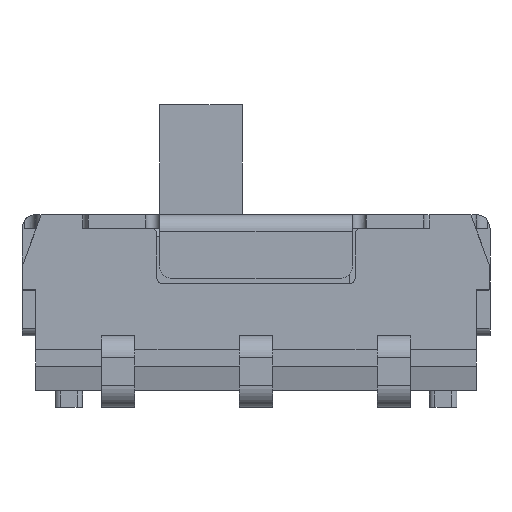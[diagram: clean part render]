
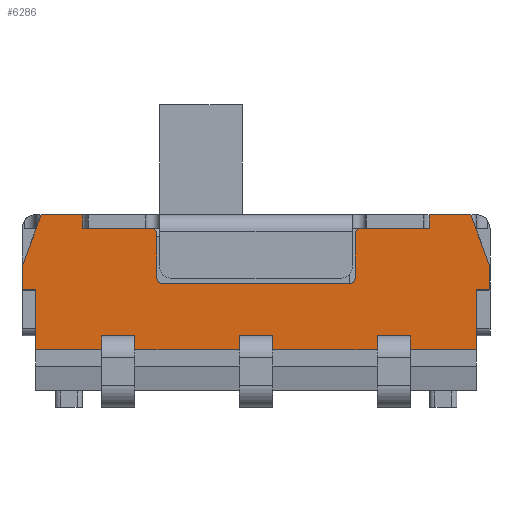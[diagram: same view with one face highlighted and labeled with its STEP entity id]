
A CAD part, front view. The second image highlights one B-rep face of the part: STEP entity #6286.
In plain terms, the highlighted planar face has unit normal (0, -1, 0).
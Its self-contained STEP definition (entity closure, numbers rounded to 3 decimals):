
#127=CIRCLE('',#6641,0.1);
#128=CIRCLE('',#6642,0.1);
#129=CIRCLE('',#6643,0.1);
#130=CIRCLE('',#6644,0.1);
#478=FACE_OUTER_BOUND('',#805,.T.);
#805=EDGE_LOOP('',(#4189,#4190,#4191,#4192,#4193,#4194,#4195,#4196,#4197,
#4198,#4199,#4200,#4201,#4202,#4203,#4204,#4205,#4206,#4207,#4208,#4209,
#4210,#4211,#4212,#4213,#4214,#4215,#4216,#4217,#4218,#4219,#4220,#4221,
#4222));
#1142=LINE('',#8976,#1880);
#1154=LINE('',#9004,#1892);
#1160=LINE('',#9016,#1898);
#1161=LINE('',#9018,#1899);
#1162=LINE('',#9020,#1900);
#1163=LINE('',#9022,#1901);
#1164=LINE('',#9024,#1902);
#1165=LINE('',#9026,#1903);
#1166=LINE('',#9028,#1904);
#1167=LINE('',#9030,#1905);
#1168=LINE('',#9032,#1906);
#1169=LINE('',#9034,#1907);
#1170=LINE('',#9036,#1908);
#1171=LINE('',#9038,#1909);
#1172=LINE('',#9040,#1910);
#1173=LINE('',#9042,#1911);
#1174=LINE('',#9044,#1912);
#1175=LINE('',#9046,#1913);
#1176=LINE('',#9048,#1914);
#1177=LINE('',#9050,#1915);
#1178=LINE('',#9052,#1916);
#1179=LINE('',#9054,#1917);
#1180=LINE('',#9056,#1918);
#1181=LINE('',#9058,#1919);
#1182=LINE('',#9062,#1920);
#1183=LINE('',#9066,#1921);
#1184=LINE('',#9070,#1922);
#1185=LINE('',#9074,#1923);
#1186=LINE('',#9076,#1924);
#1187=LINE('',#9077,#1925);
#1880=VECTOR('',#7174,10.);
#1892=VECTOR('',#7194,1000.);
#1898=VECTOR('',#7202,1000.);
#1899=VECTOR('',#7203,1000.);
#1900=VECTOR('',#7204,1000.);
#1901=VECTOR('',#7205,1000.);
#1902=VECTOR('',#7206,1000.);
#1903=VECTOR('',#7207,1000.);
#1904=VECTOR('',#7208,1000.);
#1905=VECTOR('',#7209,1000.);
#1906=VECTOR('',#7210,1000.);
#1907=VECTOR('',#7211,1000.);
#1908=VECTOR('',#7212,1000.);
#1909=VECTOR('',#7213,1000.);
#1910=VECTOR('',#7214,1000.);
#1911=VECTOR('',#7215,1000.);
#1912=VECTOR('',#7216,1000.);
#1913=VECTOR('',#7217,1000.);
#1914=VECTOR('',#7218,1000.);
#1915=VECTOR('',#7219,10.);
#1916=VECTOR('',#7220,1000.);
#1917=VECTOR('',#7221,1000.);
#1918=VECTOR('',#7222,1000.);
#1919=VECTOR('',#7223,1000.);
#1920=VECTOR('',#7226,1000.);
#1921=VECTOR('',#7229,1000.);
#1922=VECTOR('',#7232,1000.);
#1923=VECTOR('',#7235,1000.);
#1924=VECTOR('',#7236,1000.);
#1925=VECTOR('',#7237,1000.);
#2615=VERTEX_POINT('',#8968);
#2618=VERTEX_POINT('',#8974);
#2630=VERTEX_POINT('',#9003);
#2635=VERTEX_POINT('',#9015);
#2636=VERTEX_POINT('',#9017);
#2637=VERTEX_POINT('',#9019);
#2638=VERTEX_POINT('',#9021);
#2639=VERTEX_POINT('',#9023);
#2640=VERTEX_POINT('',#9025);
#2641=VERTEX_POINT('',#9027);
#2642=VERTEX_POINT('',#9029);
#2643=VERTEX_POINT('',#9031);
#2644=VERTEX_POINT('',#9033);
#2645=VERTEX_POINT('',#9035);
#2646=VERTEX_POINT('',#9037);
#2647=VERTEX_POINT('',#9039);
#2648=VERTEX_POINT('',#9041);
#2649=VERTEX_POINT('',#9043);
#2650=VERTEX_POINT('',#9045);
#2651=VERTEX_POINT('',#9047);
#2652=VERTEX_POINT('',#9049);
#2653=VERTEX_POINT('',#9051);
#2654=VERTEX_POINT('',#9053);
#2655=VERTEX_POINT('',#9055);
#2656=VERTEX_POINT('',#9057);
#2657=VERTEX_POINT('',#9059);
#2658=VERTEX_POINT('',#9061);
#2659=VERTEX_POINT('',#9063);
#2660=VERTEX_POINT('',#9065);
#2661=VERTEX_POINT('',#9067);
#2662=VERTEX_POINT('',#9069);
#2663=VERTEX_POINT('',#9071);
#2664=VERTEX_POINT('',#9073);
#2665=VERTEX_POINT('',#9075);
#3226=EDGE_CURVE('',#2615,#2618,#1142,.T.);
#3239=EDGE_CURVE('',#2615,#2630,#1154,.T.);
#3245=EDGE_CURVE('',#2635,#2618,#1160,.T.);
#3246=EDGE_CURVE('',#2636,#2635,#1161,.T.);
#3247=EDGE_CURVE('',#2637,#2636,#1162,.T.);
#3248=EDGE_CURVE('',#2638,#2637,#1163,.T.);
#3249=EDGE_CURVE('',#2639,#2638,#1164,.T.);
#3250=EDGE_CURVE('',#2640,#2639,#1165,.T.);
#3251=EDGE_CURVE('',#2641,#2640,#1166,.T.);
#3252=EDGE_CURVE('',#2642,#2641,#1167,.T.);
#3253=EDGE_CURVE('',#2643,#2642,#1168,.T.);
#3254=EDGE_CURVE('',#2644,#2643,#1169,.T.);
#3255=EDGE_CURVE('',#2645,#2644,#1170,.T.);
#3256=EDGE_CURVE('',#2646,#2645,#1171,.T.);
#3257=EDGE_CURVE('',#2647,#2646,#1172,.T.);
#3258=EDGE_CURVE('',#2648,#2647,#1173,.T.);
#3259=EDGE_CURVE('',#2649,#2648,#1174,.T.);
#3260=EDGE_CURVE('',#2650,#2649,#1175,.T.);
#3261=EDGE_CURVE('',#2651,#2650,#1176,.T.);
#3262=EDGE_CURVE('',#2651,#2652,#1177,.T.);
#3263=EDGE_CURVE('',#2653,#2652,#1178,.T.);
#3264=EDGE_CURVE('',#2653,#2654,#1179,.T.);
#3265=EDGE_CURVE('',#2655,#2654,#1180,.T.);
#3266=EDGE_CURVE('',#2656,#2655,#1181,.T.);
#3267=EDGE_CURVE('',#2656,#2657,#127,.F.);
#3268=EDGE_CURVE('',#2658,#2657,#1182,.T.);
#3269=EDGE_CURVE('',#2659,#2658,#128,.F.);
#3270=EDGE_CURVE('',#2660,#2659,#1183,.T.);
#3271=EDGE_CURVE('',#2661,#2660,#129,.F.);
#3272=EDGE_CURVE('',#2662,#2661,#1184,.T.);
#3273=EDGE_CURVE('',#2662,#2663,#130,.F.);
#3274=EDGE_CURVE('',#2664,#2663,#1185,.T.);
#3275=EDGE_CURVE('',#2665,#2664,#1186,.T.);
#3276=EDGE_CURVE('',#2665,#2630,#1187,.T.);
#4189=ORIENTED_EDGE('',*,*,#3226,.T.);
#4190=ORIENTED_EDGE('',*,*,#3245,.F.);
#4191=ORIENTED_EDGE('',*,*,#3246,.F.);
#4192=ORIENTED_EDGE('',*,*,#3247,.F.);
#4193=ORIENTED_EDGE('',*,*,#3248,.F.);
#4194=ORIENTED_EDGE('',*,*,#3249,.F.);
#4195=ORIENTED_EDGE('',*,*,#3250,.F.);
#4196=ORIENTED_EDGE('',*,*,#3251,.F.);
#4197=ORIENTED_EDGE('',*,*,#3252,.F.);
#4198=ORIENTED_EDGE('',*,*,#3253,.F.);
#4199=ORIENTED_EDGE('',*,*,#3254,.F.);
#4200=ORIENTED_EDGE('',*,*,#3255,.F.);
#4201=ORIENTED_EDGE('',*,*,#3256,.F.);
#4202=ORIENTED_EDGE('',*,*,#3257,.F.);
#4203=ORIENTED_EDGE('',*,*,#3258,.F.);
#4204=ORIENTED_EDGE('',*,*,#3259,.F.);
#4205=ORIENTED_EDGE('',*,*,#3260,.F.);
#4206=ORIENTED_EDGE('',*,*,#3261,.F.);
#4207=ORIENTED_EDGE('',*,*,#3262,.T.);
#4208=ORIENTED_EDGE('',*,*,#3263,.F.);
#4209=ORIENTED_EDGE('',*,*,#3264,.T.);
#4210=ORIENTED_EDGE('',*,*,#3265,.F.);
#4211=ORIENTED_EDGE('',*,*,#3266,.F.);
#4212=ORIENTED_EDGE('',*,*,#3267,.T.);
#4213=ORIENTED_EDGE('',*,*,#3268,.F.);
#4214=ORIENTED_EDGE('',*,*,#3269,.F.);
#4215=ORIENTED_EDGE('',*,*,#3270,.F.);
#4216=ORIENTED_EDGE('',*,*,#3271,.F.);
#4217=ORIENTED_EDGE('',*,*,#3272,.F.);
#4218=ORIENTED_EDGE('',*,*,#3273,.T.);
#4219=ORIENTED_EDGE('',*,*,#3274,.F.);
#4220=ORIENTED_EDGE('',*,*,#3275,.F.);
#4221=ORIENTED_EDGE('',*,*,#3276,.T.);
#4222=ORIENTED_EDGE('',*,*,#3239,.F.);
#6049=PLANE('',#6640);
#6286=ADVANCED_FACE('',(#478),#6049,.F.);
#6640=AXIS2_PLACEMENT_3D('',#9014,#7200,#7201);
#6641=AXIS2_PLACEMENT_3D('',#9060,#7224,#7225);
#6642=AXIS2_PLACEMENT_3D('',#9064,#7227,#7228);
#6643=AXIS2_PLACEMENT_3D('',#9068,#7230,#7231);
#6644=AXIS2_PLACEMENT_3D('',#9072,#7233,#7234);
#7174=DIRECTION('',(0.,0.,-1.));
#7194=DIRECTION('',(0.346,0.,0.938));
#7200=DIRECTION('center_axis',(0.,1.,0.));
#7201=DIRECTION('ref_axis',(-1.,0.,0.));
#7202=DIRECTION('',(-1.,0.,0.));
#7203=DIRECTION('',(0.,0.,1.));
#7204=DIRECTION('',(-1.,0.,0.));
#7205=DIRECTION('',(0.,0.,-1.));
#7206=DIRECTION('',(-1.,0.,0.));
#7207=DIRECTION('',(0.,0.,1.));
#7208=DIRECTION('',(-1.,0.,0.));
#7209=DIRECTION('',(0.,0.,-1.));
#7210=DIRECTION('',(-1.,0.,0.));
#7211=DIRECTION('',(0.,0.,1.));
#7212=DIRECTION('',(-1.,0.,0.));
#7213=DIRECTION('',(0.,0.,-1.));
#7214=DIRECTION('',(-1.,0.,0.));
#7215=DIRECTION('',(0.,0.,1.));
#7216=DIRECTION('',(-1.,0.,0.));
#7217=DIRECTION('',(0.,0.,-1.));
#7218=DIRECTION('',(-1.,0.,0.));
#7219=DIRECTION('',(0.,0.,1.));
#7220=DIRECTION('',(0.346,0.,-0.938));
#7221=DIRECTION('',(-1.,0.,0.));
#7222=DIRECTION('',(0.,0.,1.));
#7223=DIRECTION('',(1.,0.,0.));
#7224=DIRECTION('center_axis',(0.,1.,0.));
#7225=DIRECTION('ref_axis',(-1.,0.,0.));
#7226=DIRECTION('',(0.,0.,1.));
#7227=DIRECTION('center_axis',(0.,1.,0.));
#7228=DIRECTION('ref_axis',(-1.,0.,0.));
#7229=DIRECTION('',(1.,0.,0.));
#7230=DIRECTION('center_axis',(0.,1.,0.));
#7231=DIRECTION('ref_axis',(-1.,0.,0.));
#7232=DIRECTION('',(0.,0.,-1.));
#7233=DIRECTION('center_axis',(0.,1.,0.));
#7234=DIRECTION('ref_axis',(-1.,0.,0.));
#7235=DIRECTION('',(1.,0.,0.));
#7236=DIRECTION('',(0.,0.,-1.));
#7237=DIRECTION('',(-1.,0.,0.));
#8968=CARTESIAN_POINT('',(-4.24,-1.75,2.577));
#8974=CARTESIAN_POINT('',(-4.24,-1.75,2.15));
#8976=CARTESIAN_POINT('',(-4.24,-1.75,2.888));
#9003=CARTESIAN_POINT('',(-3.9,-1.75,3.5));
#9004=CARTESIAN_POINT('',(-2.926,-1.75,6.144));
#9014=CARTESIAN_POINT('Origin',(4.25,-1.75,3.5));
#9015=CARTESIAN_POINT('',(-4.,-1.75,2.15));
#9016=CARTESIAN_POINT('',(4.25,-1.75,2.15));
#9017=CARTESIAN_POINT('',(-4.,-1.75,1.05));
#9018=CARTESIAN_POINT('',(-4.,-1.75,3.5));
#9019=CARTESIAN_POINT('',(-2.8,-1.75,1.05));
#9020=CARTESIAN_POINT('',(4.25,-1.75,1.05));
#9021=CARTESIAN_POINT('',(-2.8,-1.75,1.3));
#9022=CARTESIAN_POINT('',(-2.8,-1.75,3.5));
#9023=CARTESIAN_POINT('',(-2.2,-1.75,1.3));
#9024=CARTESIAN_POINT('',(4.25,-1.75,1.3));
#9025=CARTESIAN_POINT('',(-2.2,-1.75,1.05));
#9026=CARTESIAN_POINT('',(-2.2,-1.75,3.5));
#9027=CARTESIAN_POINT('',(-0.3,-1.75,1.05));
#9028=CARTESIAN_POINT('',(4.25,-1.75,1.05));
#9029=CARTESIAN_POINT('',(-0.3,-1.75,1.3));
#9030=CARTESIAN_POINT('',(-0.3,-1.75,3.5));
#9031=CARTESIAN_POINT('',(0.3,-1.75,1.3));
#9032=CARTESIAN_POINT('',(4.25,-1.75,1.3));
#9033=CARTESIAN_POINT('',(0.3,-1.75,1.05));
#9034=CARTESIAN_POINT('',(0.3,-1.75,3.5));
#9035=CARTESIAN_POINT('',(2.2,-1.75,1.05));
#9036=CARTESIAN_POINT('',(4.25,-1.75,1.05));
#9037=CARTESIAN_POINT('',(2.2,-1.75,1.3));
#9038=CARTESIAN_POINT('',(2.2,-1.75,3.5));
#9039=CARTESIAN_POINT('',(2.8,-1.75,1.3));
#9040=CARTESIAN_POINT('',(4.25,-1.75,1.3));
#9041=CARTESIAN_POINT('',(2.8,-1.75,1.05));
#9042=CARTESIAN_POINT('',(2.8,-1.75,3.5));
#9043=CARTESIAN_POINT('',(4.,-1.75,1.05));
#9044=CARTESIAN_POINT('',(4.25,-1.75,1.05));
#9045=CARTESIAN_POINT('',(4.,-1.75,2.15));
#9046=CARTESIAN_POINT('',(4.,-1.75,3.5));
#9047=CARTESIAN_POINT('',(4.24,-1.75,2.15));
#9048=CARTESIAN_POINT('',(4.25,-1.75,2.15));
#9049=CARTESIAN_POINT('',(4.24,-1.75,2.577));
#9050=CARTESIAN_POINT('',(4.24,-1.75,2.888));
#9051=CARTESIAN_POINT('',(3.9,-1.75,3.5));
#9052=CARTESIAN_POINT('',(3.942,-1.75,3.386));
#9053=CARTESIAN_POINT('',(3.15,-1.75,3.5));
#9054=CARTESIAN_POINT('',(4.25,-1.75,3.5));
#9055=CARTESIAN_POINT('',(3.15,-1.75,3.25));
#9056=CARTESIAN_POINT('',(3.15,-1.75,3.5));
#9057=CARTESIAN_POINT('',(1.9,-1.75,3.25));
#9058=CARTESIAN_POINT('',(4.25,-1.75,3.25));
#9059=CARTESIAN_POINT('',(1.8,-1.75,3.15));
#9060=CARTESIAN_POINT('Origin',(1.9,-1.75,3.15));
#9061=CARTESIAN_POINT('',(1.8,-1.75,2.35));
#9062=CARTESIAN_POINT('',(1.8,-1.75,3.5));
#9063=CARTESIAN_POINT('',(1.7,-1.75,2.25));
#9064=CARTESIAN_POINT('Origin',(1.7,-1.75,2.35));
#9065=CARTESIAN_POINT('',(-1.7,-1.75,2.25));
#9066=CARTESIAN_POINT('',(4.25,-1.75,2.25));
#9067=CARTESIAN_POINT('',(-1.8,-1.75,2.35));
#9068=CARTESIAN_POINT('Origin',(-1.7,-1.75,2.35));
#9069=CARTESIAN_POINT('',(-1.8,-1.75,3.15));
#9070=CARTESIAN_POINT('',(-1.8,-1.75,3.5));
#9071=CARTESIAN_POINT('',(-1.9,-1.75,3.25));
#9072=CARTESIAN_POINT('Origin',(-1.9,-1.75,3.15));
#9073=CARTESIAN_POINT('',(-3.15,-1.75,3.25));
#9074=CARTESIAN_POINT('',(4.25,-1.75,3.25));
#9075=CARTESIAN_POINT('',(-3.15,-1.75,3.5));
#9076=CARTESIAN_POINT('',(-3.15,-1.75,3.5));
#9077=CARTESIAN_POINT('',(4.25,-1.75,3.5));
